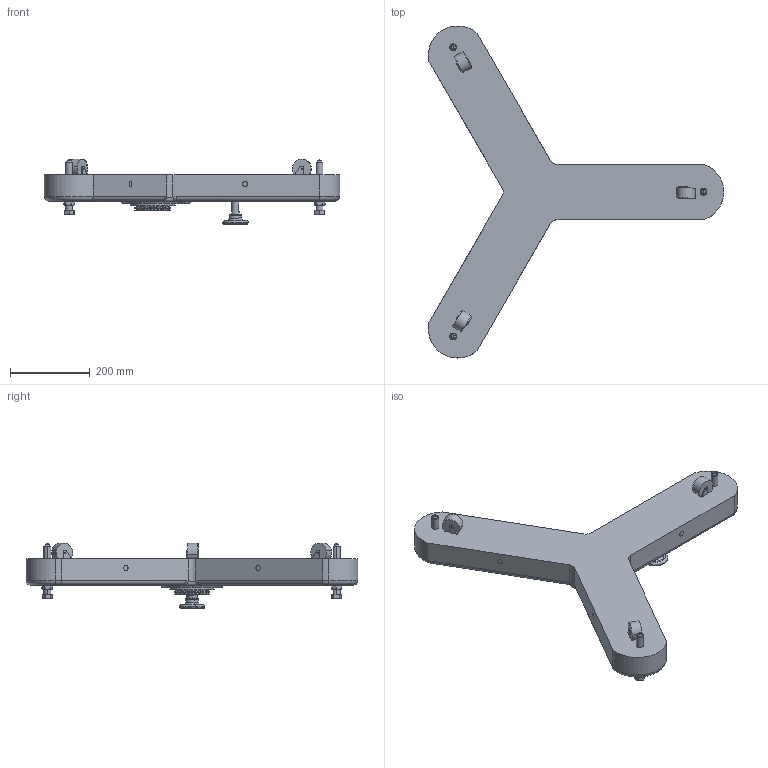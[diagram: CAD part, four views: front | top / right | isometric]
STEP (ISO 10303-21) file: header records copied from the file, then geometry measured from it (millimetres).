
FILE_DESCRIPTION (( 'STEP AP203' ), '1' );
FILE_NAME ('230-F-6.STEP', '2014-08-26T18:53:19', ( 'B' ), ( 'Microsoft' ), 'SwSTEP 2.0', 'SolidWorks 2014', '' );
FILE_SCHEMA (( 'CONFIG_CONTROL_DESIGN' ));
Length unit declared in the file: inch
Products named in the file (1): 230-F-6
Bounding box: 741.49 x 833.39 x 164.03 mm (x, y, z)
Volume: 12571059.2 mm3; surface area: 593000.7 mm2
Topology: 1 solids, 1 shells, 693 faces, 1503 edges, 853 vertices
Faces by surface type: plane 511, cone 72, cylinder 69, torus 26, bspline 9, sphere 6
Entity records: 20030 total; most frequent: CARTESIAN_POINT 5393, ORIENTED_EDGE 3006, DIRECTION 2905, EDGE_CURVE 1503, AXIS2_PLACEMENT_3D 988, VECTOR 929, LINE 929, VERTEX_POINT 853
